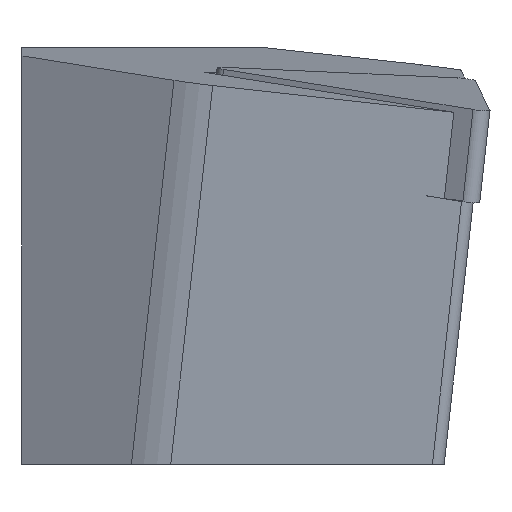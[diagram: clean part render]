
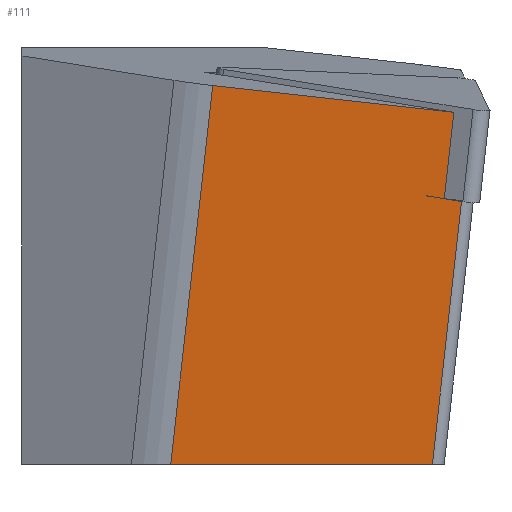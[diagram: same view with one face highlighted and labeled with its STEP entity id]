
A CAD part, left-side view. The second image highlights one B-rep face of the part: STEP entity #111.
In plain terms, the highlighted planar face has unit normal (-0.995, 0.011, -0.098).
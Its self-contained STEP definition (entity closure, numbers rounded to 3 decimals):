
#111=ADVANCED_FACE('',(#160),#137,.F.);
#137=PLANE('',#585);
#160=FACE_OUTER_BOUND('',#187,.T.);
#187=EDGE_LOOP('',(#239,#240,#241,#242,#243,#244));
#239=ORIENTED_EDGE('',*,*,#415,.F.);
#240=ORIENTED_EDGE('',*,*,#405,.F.);
#241=ORIENTED_EDGE('',*,*,#416,.T.);
#242=ORIENTED_EDGE('',*,*,#417,.F.);
#243=ORIENTED_EDGE('',*,*,#413,.F.);
#244=ORIENTED_EDGE('',*,*,#418,.F.);
#361=VERTEX_POINT('',#766);
#362=VERTEX_POINT('',#768);
#367=VERTEX_POINT('',#782);
#368=VERTEX_POINT('',#784);
#369=VERTEX_POINT('',#788);
#370=VERTEX_POINT('',#790);
#405=EDGE_CURVE('',#361,#362,#471,.T.);
#413=EDGE_CURVE('',#367,#368,#478,.T.);
#415=EDGE_CURVE('',#362,#369,#479,.T.);
#416=EDGE_CURVE('',#361,#370,#480,.T.);
#417=EDGE_CURVE('',#368,#370,#481,.T.);
#418=EDGE_CURVE('',#369,#367,#482,.T.);
#471=LINE('',#767,#528);
#478=LINE('',#783,#535);
#479=LINE('',#787,#536);
#480=LINE('',#789,#537);
#481=LINE('',#791,#538);
#482=LINE('',#792,#539);
#528=VECTOR('',#627,1.);
#535=VECTOR('',#640,1.);
#536=VECTOR('',#645,1.);
#537=VECTOR('',#646,1.);
#538=VECTOR('',#647,1.);
#539=VECTOR('',#648,1.);
#585=AXIS2_PLACEMENT_3D('',#793,#649,#650);
#627=DIRECTION('',(0.,-0.994,-0.11));
#640=DIRECTION('',(0.098,0.11,-0.989));
#645=DIRECTION('',(0.098,0.11,-0.989));
#646=DIRECTION('',(0.098,0.11,-0.989));
#647=DIRECTION('',(0.011,1.,0.));
#648=DIRECTION('',(0.,-0.994,-0.11));
#649=DIRECTION('',(0.995,-0.011,0.098));
#650=DIRECTION('',(0.098,0.,-0.995));
#766=CARTESIAN_POINT('',(0.642,9.494,0.916));
#767=CARTESIAN_POINT('',(0.642,0.677,-0.063));
#768=CARTESIAN_POINT('',(0.642,1.269,0.003));
#782=CARTESIAN_POINT('',(0.935,1.005,-3.011));
#783=CARTESIAN_POINT('',(2.589,2.852,-19.647));
#784=CARTESIAN_POINT('',(1.829,2.003,-12.));
#787=CARTESIAN_POINT('',(2.589,3.443,-19.581));
#788=CARTESIAN_POINT('',(0.935,1.596,-2.945));
#789=CARTESIAN_POINT('',(2.589,11.669,-18.668));
#790=CARTESIAN_POINT('',(1.926,10.928,-12.));
#791=CARTESIAN_POINT('',(1.838,2.86,-12.));
#792=CARTESIAN_POINT('',(0.935,1.005,-3.011));
#793=CARTESIAN_POINT('',(2.589,2.852,-19.647));
